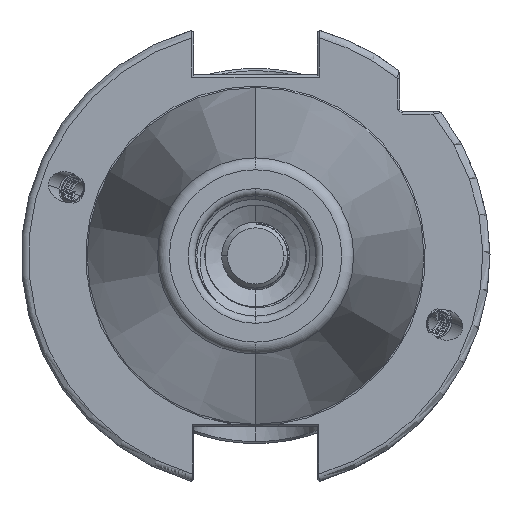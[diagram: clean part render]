
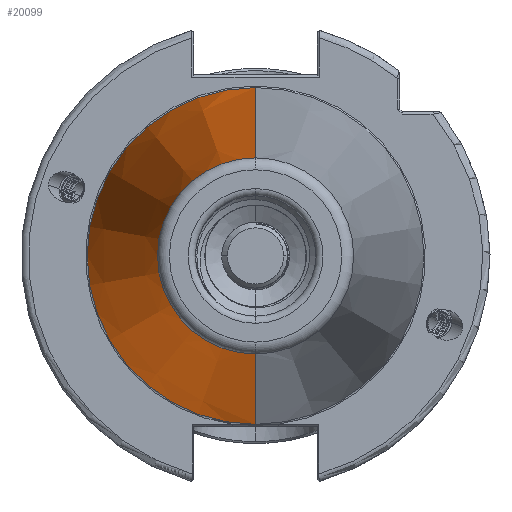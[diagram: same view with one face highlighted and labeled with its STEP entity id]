
A CAD part, left-side view. The second image highlights one B-rep face of the part: STEP entity #20099.
In plain terms, the highlighted conical face has half-angle 8.297 degrees and reference radius 35.392 mm.
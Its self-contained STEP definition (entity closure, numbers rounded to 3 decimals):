
#296 = EDGE_LOOP ( 'NONE', ( #30404, #30379, #30399, #30463, #30421 ) ) ;
#3897 = EDGE_CURVE ( 'NONE', #39909, #39926, #40720, .T. ) ;
#4043 = CARTESIAN_POINT ( 'NONE',  ( 0., 0., 35.392 ) ) ;
#4082 = EDGE_CURVE ( 'NONE', #39911, #39994, #40818, .T. ) ;
#4102 = DIRECTION ( 'NONE',  ( 0.99, 0., 0.144 ) ) ;
#4110 = EDGE_CURVE ( 'NONE', #39926, #39911, #40823, .T. ) ;
#13252 = FACE_OUTER_BOUND ( 'NONE', #296, .T. ) ;
#13308 = CONICAL_SURFACE ( 'NONE', #28886, 35.392, 0.145 ) ;
#13378 = LINE ( 'NONE', #4043, #13498 ) ;
#13498 = VECTOR ( 'NONE', #4102, 1000. ) ;
#18530 = AXIS2_PLACEMENT_3D ( 'NONE', #36510, #36514, #36533 ) ;
#18549 = AXIS2_PLACEMENT_3D ( 'NONE', #36546, #36548, #36589 ) ;
#20099 = ADVANCED_FACE ( 'NONE', ( #13252 ), #13308, .T. ) ;
#21119 = DIRECTION ( 'NONE',  ( 1., 0., 0. ) ) ;
#21128 = DIRECTION ( 'NONE',  ( 0., 0., -1. ) ) ;
#21131 = CARTESIAN_POINT ( 'NONE',  ( 0., 0., 0. ) ) ;
#23912 = EDGE_CURVE ( 'NONE', #39960, #39994, #13378, .T. ) ;
#26718 = CARTESIAN_POINT ( 'NONE',  ( -102.811, 0., 0. ) ) ;
#26720 = DIRECTION ( 'NONE',  ( 0., 0., 1. ) ) ;
#26725 = DIRECTION ( 'NONE',  ( 1., 0., 0. ) ) ;
#27498 = EDGE_CURVE ( 'NONE', #39909, #39960, #27595, .T. ) ;
#27595 = CIRCLE ( 'NONE', #28938, 20.399 ) ;
#28277 = CARTESIAN_POINT ( 'NONE',  ( -102.811, 0., -20.399 ) ) ;
#28279 = CARTESIAN_POINT ( 'NONE',  ( -2.5, 35.027, 0. ) ) ;
#28358 = CARTESIAN_POINT ( 'NONE',  ( -102.811, 0., 20.399 ) ) ;
#28376 = CARTESIAN_POINT ( 'NONE',  ( -2.5, 0., -35.027 ) ) ;
#28387 = CARTESIAN_POINT ( 'NONE',  ( -2.5, 0., 35.027 ) ) ;
#28886 = AXIS2_PLACEMENT_3D ( 'NONE', #21131, #21119, #21128 ) ;
#28938 = AXIS2_PLACEMENT_3D ( 'NONE', #26718, #26725, #26720 ) ;
#30379 = ORIENTED_EDGE ( 'NONE', *, *, #23912, .T. ) ;
#30399 = ORIENTED_EDGE ( 'NONE', *, *, #4082, .F. ) ;
#30404 = ORIENTED_EDGE ( 'NONE', *, *, #27498, .T. ) ;
#30421 = ORIENTED_EDGE ( 'NONE', *, *, #3897, .F. ) ;
#30463 = ORIENTED_EDGE ( 'NONE', *, *, #4110, .F. ) ;
#36510 = CARTESIAN_POINT ( 'NONE',  ( -2.5, 0., 0. ) ) ;
#36514 = DIRECTION ( 'NONE',  ( 1., 0., 0. ) ) ;
#36533 = DIRECTION ( 'NONE',  ( 0., 1., 0. ) ) ;
#36546 = CARTESIAN_POINT ( 'NONE',  ( -2.5, 0., 0. ) ) ;
#36548 = DIRECTION ( 'NONE',  ( 1., 0., 0. ) ) ;
#36589 = DIRECTION ( 'NONE',  ( 0., 1., 0. ) ) ;
#39909 = VERTEX_POINT ( 'NONE', #28277 ) ;
#39911 = VERTEX_POINT ( 'NONE', #28279 ) ;
#39926 = VERTEX_POINT ( 'NONE', #28376 ) ;
#39960 = VERTEX_POINT ( 'NONE', #28358 ) ;
#39994 = VERTEX_POINT ( 'NONE', #28387 ) ;
#40680 = VECTOR ( 'NONE', #41153, 1000. ) ;
#40720 = LINE ( 'NONE', #41145, #40680 ) ;
#40818 = CIRCLE ( 'NONE', #18530, 35.027 ) ;
#40823 = CIRCLE ( 'NONE', #18549, 35.027 ) ;
#41145 = CARTESIAN_POINT ( 'NONE',  ( 0., 0., -35.392 ) ) ;
#41153 = DIRECTION ( 'NONE',  ( 0.99, 0., -0.144 ) ) ;
